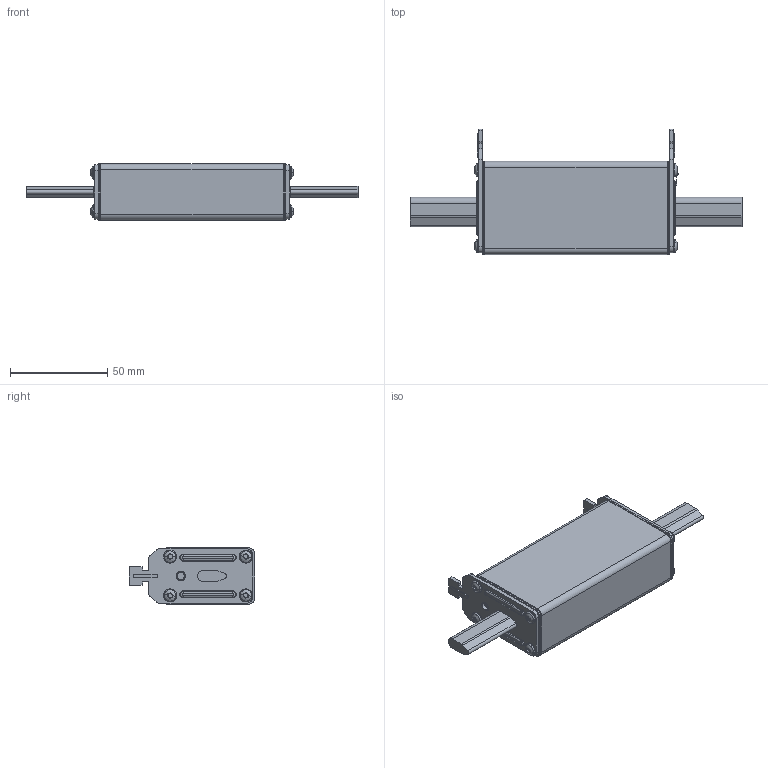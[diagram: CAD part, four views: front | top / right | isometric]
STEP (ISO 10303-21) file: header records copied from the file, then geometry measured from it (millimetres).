
FILE_DESCRIPTION((''),'2;1');
FILE_NAME('004182495_ASM','2022-08-09T09:28:59',('said.beganovic'),('Audax d.o.o.'),'CREO PARAMETRIC BY PTC INC, 2021304','CREO PARAMETRIC BY PTC INC, 2021304','');
FILE_SCHEMA(('AUTOMOTIVE_DESIGN { 1 0 10303 214 1 1 1 1 }'));
Length unit declared in the file: millimetre
Products named in the file (10): 0000011542; 0000011548; 0000003479; 0000003933; 0000003496_ASM; 0000011586_AF0; 0000011599; 0000011580; 0000033225; 004182495_ASM
Assembly tree (18 placements, depth 3):
  004182495_ASM
    0000011542
    0000011548  x2
    0000003496_ASM  x2
      0000003479
      0000003933
    0000011586_AF0
    0000011599
    0000011580
    0000033225  x8
Bounding box: 171 x 64.5 x 29 mm (x, y, z)
Volume: 144405.5 mm3; surface area: 34537.5 mm2
Topology: 18 solids, 34 shells, 1139 faces, 2754 edges, 1680 vertices
Faces by surface type: plane 525, cylinder 475, torus 48, bspline 43, cone 32, sphere 16
Entity records: 26293 total; most frequent: CARTESIAN_POINT 6727, DIRECTION 2262, ORIENTED_EDGE 2032, PRESENTATION_STYLE_ASSIGNMENT 1479, STYLED_ITEM 1428, CURVE_STYLE 1034, EDGE_CURVE 1034, AXIS2_PLACEMENT_3D 849
